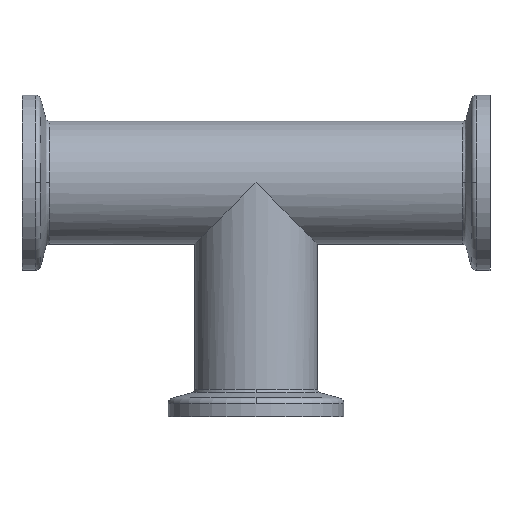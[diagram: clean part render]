
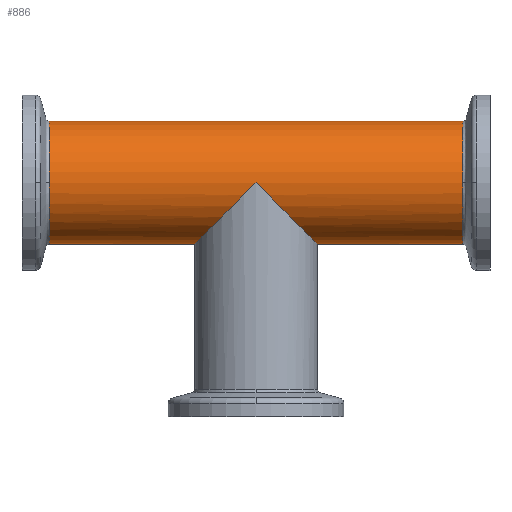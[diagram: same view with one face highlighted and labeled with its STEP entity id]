
A CAD part, top view. The second image highlights one B-rep face of the part: STEP entity #886.
In plain terms, the highlighted cylindrical face has radius 10.5 mm (diameter 21 mm), a partial arc.
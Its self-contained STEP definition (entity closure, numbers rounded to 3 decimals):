
#292=CARTESIAN_POINT('',(35.334,0.,10.5));
#293=VERTEX_POINT('',#292);
#301=CARTESIAN_POINT('',(35.334,-10.5,0.));
#302=VERTEX_POINT('',#301);
#303=CARTESIAN_POINT('',(35.334,0.,0.0));
#304=DIRECTION('',(1.0,0.0,0.0));
#305=DIRECTION('',(0.0,-1.0,0.0));
#306=AXIS2_PLACEMENT_3D('',#303,#304,#305);
#307=CIRCLE('',#306,10.5);
#308=EDGE_CURVE('',#293,#302,#307,.T.);
#634=CARTESIAN_POINT('',(10.5,-10.5,0.));
#635=VERTEX_POINT('',#634);
#644=CARTESIAN_POINT('',(0.,0.,10.5));
#645=VERTEX_POINT('',#644);
#646=CARTESIAN_POINT('',(0.,0.,0.0));
#647=DIRECTION('',(0.707,0.707,0.0));
#648=DIRECTION('',(0.707,-0.707,0.0));
#649=AXIS2_PLACEMENT_3D('',#646,#647,#648);
#650=ELLIPSE('',#649,14.849,10.5);
#651=EDGE_CURVE('',#645,#635,#650,.T.);
#653=CARTESIAN_POINT('',(-10.5,-10.5,0.));
#654=VERTEX_POINT('',#653);
#655=CARTESIAN_POINT('',(0.,0.,0.0));
#656=DIRECTION('',(0.707,-0.707,0.0));
#657=DIRECTION('',(-0.707,-0.707,0.0));
#658=AXIS2_PLACEMENT_3D('',#655,#656,#657);
#659=ELLIPSE('',#658,14.849,10.5);
#660=EDGE_CURVE('',#645,#654,#659,.T.);
#829=CARTESIAN_POINT('',(17.897,0.,0.0));
#830=DIRECTION('',(1.0,0.,0.0));
#831=DIRECTION('',(0.0,1.0,0.0));
#832=AXIS2_PLACEMENT_3D('',#829,#830,#831);
#833=CYLINDRICAL_SURFACE('',#832,10.5);
#834=CARTESIAN_POINT('',(-35.334,10.5,0.));
#835=VERTEX_POINT('',#834);
#836=CARTESIAN_POINT('',(35.334,10.5,0.0));
#837=VERTEX_POINT('',#836);
#838=CARTESIAN_POINT('',(-35.334,10.5,0.));
#839=DIRECTION('',(1.0,0.0,0.0));
#840=VECTOR('',#839,70.668);
#841=LINE('',#838,#840);
#842=EDGE_CURVE('',#835,#837,#841,.T.);
#843=ORIENTED_EDGE('',*,*,#842,.F.);
#844=CARTESIAN_POINT('',(-35.334,0.,10.5));
#845=VERTEX_POINT('',#844);
#846=CARTESIAN_POINT('',(-35.334,0.,0.0));
#847=DIRECTION('',(-1.0,0.0,0.0));
#848=DIRECTION('',(0.0,1.0,0.0));
#849=AXIS2_PLACEMENT_3D('',#846,#847,#848);
#850=CIRCLE('',#849,10.5);
#851=EDGE_CURVE('',#845,#835,#850,.T.);
#852=ORIENTED_EDGE('',*,*,#851,.F.);
#853=CARTESIAN_POINT('',(-35.334,-10.5,0.0));
#854=VERTEX_POINT('',#853);
#855=CARTESIAN_POINT('',(-35.334,0.,0.0));
#856=DIRECTION('',(-1.0,0.0,0.0));
#857=DIRECTION('',(0.0,1.0,0.0));
#858=AXIS2_PLACEMENT_3D('',#855,#856,#857);
#859=CIRCLE('',#858,10.5);
#860=EDGE_CURVE('',#854,#845,#859,.T.);
#861=ORIENTED_EDGE('',*,*,#860,.F.);
#862=CARTESIAN_POINT('',(-10.5,-10.5,0.));
#863=DIRECTION('',(-1.0,0.0,0.0));
#864=VECTOR('',#863,24.834);
#865=LINE('',#862,#864);
#866=EDGE_CURVE('',#654,#854,#865,.T.);
#867=ORIENTED_EDGE('',*,*,#866,.F.);
#868=ORIENTED_EDGE('',*,*,#660,.F.);
#869=ORIENTED_EDGE('',*,*,#651,.T.);
#870=CARTESIAN_POINT('',(35.334,-10.5,0.));
#871=DIRECTION('',(-1.0,0.0,0.0));
#872=VECTOR('',#871,24.834);
#873=LINE('',#870,#872);
#874=EDGE_CURVE('',#302,#635,#873,.T.);
#875=ORIENTED_EDGE('',*,*,#874,.F.);
#876=ORIENTED_EDGE('',*,*,#308,.F.);
#877=CARTESIAN_POINT('',(35.334,0.,0.0));
#878=DIRECTION('',(1.0,0.0,0.0));
#879=DIRECTION('',(0.0,-1.0,0.0));
#880=AXIS2_PLACEMENT_3D('',#877,#878,#879);
#881=CIRCLE('',#880,10.5);
#882=EDGE_CURVE('',#837,#293,#881,.T.);
#883=ORIENTED_EDGE('',*,*,#882,.F.);
#884=EDGE_LOOP('',(#843,#852,#861,#867,#868,#869,#875,#876,#883));
#885=FACE_OUTER_BOUND('',#884,.T.);
#886=ADVANCED_FACE('',(#885),#833,.T.);
